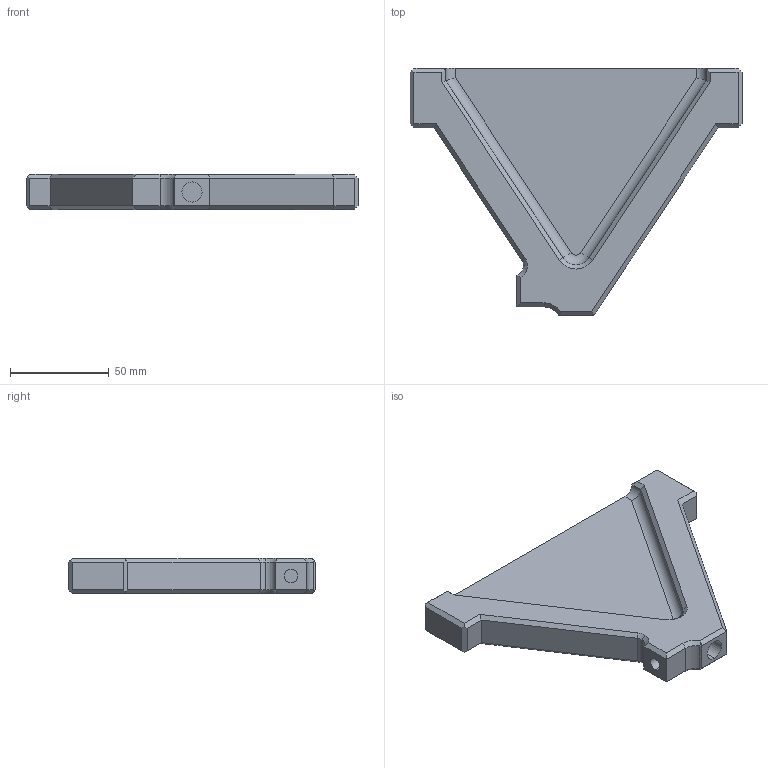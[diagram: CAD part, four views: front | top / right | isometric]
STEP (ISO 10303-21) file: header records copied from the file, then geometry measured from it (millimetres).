
FILE_DESCRIPTION (( 'STEP AP203' ), '1' );
FILE_NAME ('Triangle inferieur.STEP', '2025-01-15T19:17:37', ( '' ), ( '' ), 'SwSTEP 2.0', 'SolidWorks 2024', '' );
FILE_SCHEMA (( 'CONFIG_CONTROL_DESIGN' ));
Length unit declared in the file: millimetre
Products named in the file (1): Triangle inferieur
Bounding box: 168 x 125 x 18 mm (x, y, z)
Volume: 125243.3 mm3; surface area: 36376.8 mm2
Topology: 1 solids, 1 shells, 83 faces, 200 edges, 123 vertices
Faces by surface type: plane 55, cylinder 19, cone 7, torus 2
Entity records: 2448 total; most frequent: CARTESIAN_POINT 431, DIRECTION 401, ORIENTED_EDGE 400, EDGE_CURVE 200, VECTOR 151, LINE 151, AXIS2_PLACEMENT_3D 125, VERTEX_POINT 123
